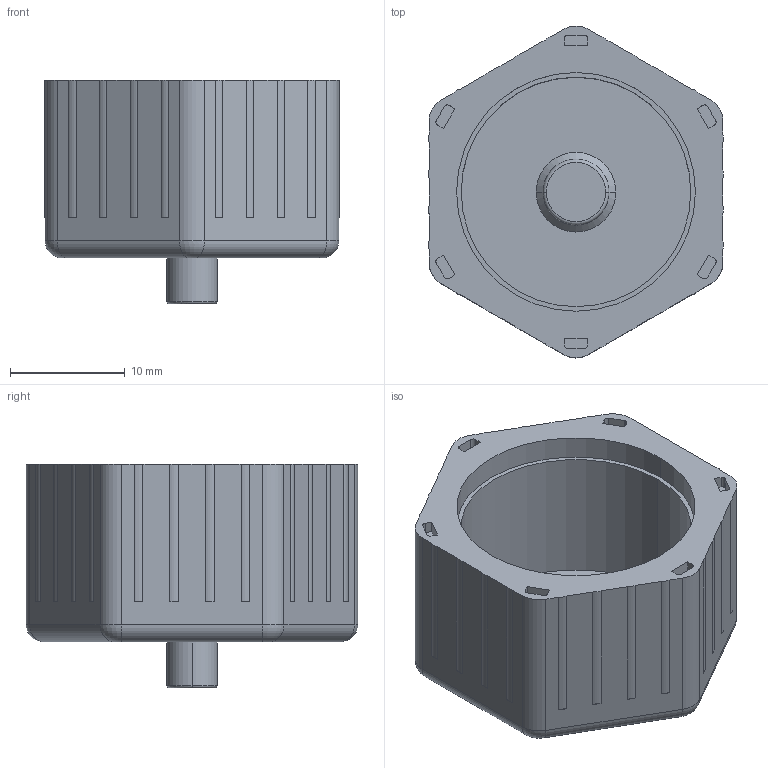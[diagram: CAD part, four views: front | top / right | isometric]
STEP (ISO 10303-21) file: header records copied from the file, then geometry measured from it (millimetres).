
FILE_DESCRIPTION (( 'STEP AP214' ), '1' );
FILE_NAME ('GM67X-Cap_rB1.STEP', '2018-03-30T21:48:50', ( '' ), ( '' ), 'SwSTEP 2.0', 'SolidWorks 2014', '' );
FILE_SCHEMA (( 'AUTOMOTIVE_DESIGN' ));
Length unit declared in the file: millimetre
Products named in the file (1): GM67X-Cap_rB1
Bounding box: 25.7 x 28.9 x 19.5 mm (x, y, z)
Volume: 4431.6 mm3; surface area: 3478.7 mm2
Topology: 1 solids, 1 shells, 145 faces, 376 edges, 244 vertices
Faces by surface type: plane 67, cylinder 64, torus 10, cone 4
Entity records: 6085 total; most frequent: DIRECTION 814, CARTESIAN_POINT 766, ORIENTED_EDGE 752, EDGE_CURVE 376, AXIS2_PLACEMENT_3D 292, VERTEX_POINT 244, VECTOR 230, LINE 230
